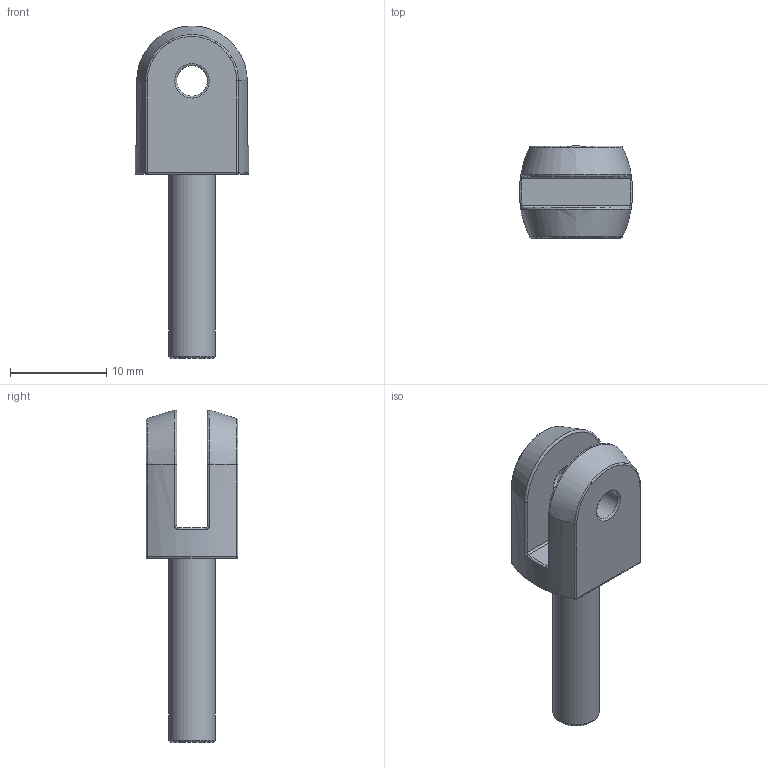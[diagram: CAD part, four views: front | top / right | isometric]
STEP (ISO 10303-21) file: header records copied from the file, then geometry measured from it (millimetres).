
FILE_DESCRIPTION(/* description */ ('STEP AP214'),/* implementation_level */ '2;1');
FILE_NAME(/* name */ '5ff8ba87d2e97c153cfc2861',/* time_stamp */ '2021-01-08T20:04:29+00:00',/* author */ (''),/* organization */ (''),/* preprocessor_version */ 'ST-DEVELOPER v18.1',/* originating_system */ ' ',/* authorisation */ ' ');
FILE_SCHEMA (('AUTOMOTIVE_DESIGN {1 0 10303 214 3 1 1}'));
Length unit declared in the file: metre
Products named in the file (1): id2
Bounding box: 11.77 x 9.53 x 34.46 mm (x, y, z)
Volume: 1356.3 mm3; surface area: 1214.7 mm2
Topology: 1 solids, 1 shells, 51 faces, 117 edges, 65 vertices
Faces by surface type: cylinder 17, bspline 14, torus 9, plane 7, sphere 4
Full cylindrical faces by diameter (mm): 3.175 x2, 4.826 x1
Entity records: 1616 total; most frequent: CARTESIAN_POINT 607, ORIENTED_EDGE 206, DIRECTION 186, EDGE_CURVE 103, AXIS2_PLACEMENT_3D 81, EDGE_LOOP 64, FACE_BOUND 64, VERTEX_POINT 63
